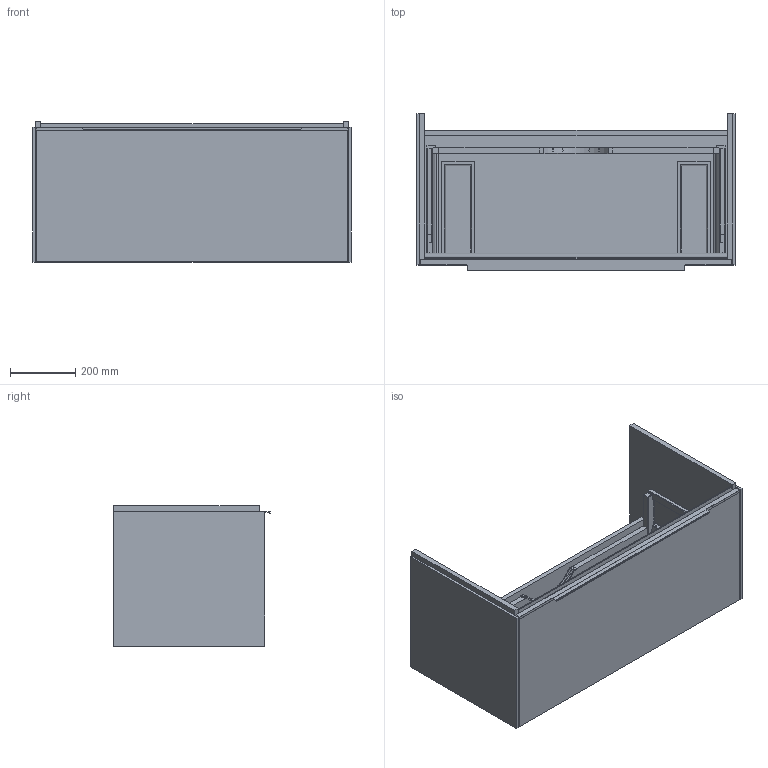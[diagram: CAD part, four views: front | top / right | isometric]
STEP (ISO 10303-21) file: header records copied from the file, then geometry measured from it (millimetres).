
FILE_DESCRIPTION(/* description */ (''),/* implementation_level */ '2;1');
FILE_NAME(/* name */ 'TK015_C5690Z_RFS.stp',/* time_stamp */ '2020-12-01T14:48:26+01:00',/* author */ ('StegeR'),/* organization */ (''),/* preprocessor_version */ 'ST-DEVELOPER v16.1',/* originating_system */ 'Autodesk Inventor 2016',/* authorisation */ '');
FILE_SCHEMA (('AUTOMOTIVE_DESIGN { 1 0 10303 214 3 1 1 }'));
Length unit declared in the file: millimetre
Products named in the file (1): TK015_C5690Z_RFS
Bounding box: 973 x 478 x 429 mm (x, y, z)
Volume: 31287589.7 mm3; surface area: 5063120.5 mm2
Topology: 24 solids, 24 shells, 1248 faces, 3331 edges, 2187 vertices
Faces by surface type: plane 788, cylinder 373, bspline 51, cone 18, sphere 10, torus 8
Full cylindrical faces by diameter (mm): 2.5 x2, 5 x2, 5.1 x2, 6 x6, 7.2 x2, 10 x2, 12 x2, 12.2 x2
Entity records: 42800 total; most frequent: CARTESIAN_POINT 11169, ORIENTED_EDGE 6558, DIRECTION 6391, EDGE_CURVE 3279, LINE 2369, VECTOR 2369, VERTEX_POINT 2175, AXIS2_PLACEMENT_3D 2011
